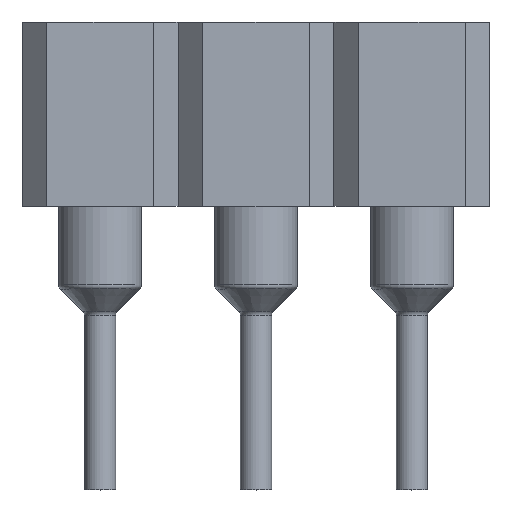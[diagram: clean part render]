
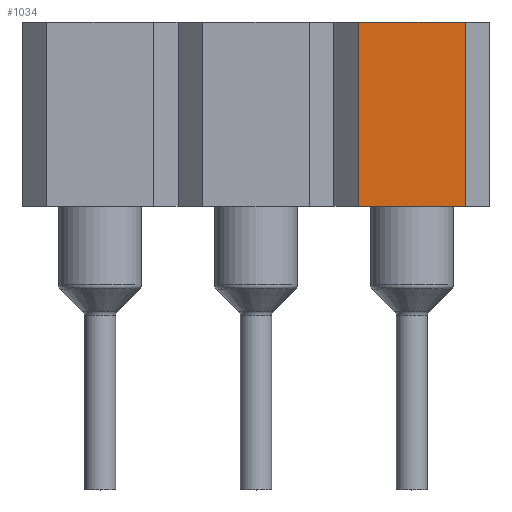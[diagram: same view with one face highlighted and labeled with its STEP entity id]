
A CAD part, top view. The second image highlights one B-rep face of the part: STEP entity #1034.
In plain terms, the highlighted planar face has unit normal (0, 0, 1).
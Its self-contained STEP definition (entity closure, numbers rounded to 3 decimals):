
#147 = VECTOR ( 'NONE', #2504, 1000. ) ;
#197 = ORIENTED_EDGE ( 'NONE', *, *, #2399, .T. ) ;
#198 = DIRECTION ( 'NONE',  ( 0., 1., 0. ) ) ;
#375 = EDGE_CURVE ( 'NONE', #804, #2409, #1358, .T. ) ;
#601 = DIRECTION ( 'NONE',  ( 1., 0., 0. ) ) ;
#742 = DIRECTION ( 'NONE',  ( 0., 1., 0. ) ) ;
#803 = CARTESIAN_POINT ( 'NONE',  ( 3.41, -0.894, 1.27 ) ) ;
#804 = VERTEX_POINT ( 'NONE', #2309 ) ;
#1034 = ADVANCED_FACE ( 'NONE', ( #1142 ), #3456, .F. ) ;
#1103 = ORIENTED_EDGE ( 'NONE', *, *, #3366, .F. ) ;
#1142 = FACE_OUTER_BOUND ( 'NONE', #1920, .T. ) ;
#1295 = LINE ( 'NONE', #3335, #3287 ) ;
#1299 = CARTESIAN_POINT ( 'NONE',  ( -3.81, 0., 1.27 ) ) ;
#1358 = LINE ( 'NONE', #1299, #147 ) ;
#1368 = CARTESIAN_POINT ( 'NONE',  ( 3.41, 3., 1.27 ) ) ;
#1436 = EDGE_CURVE ( 'NONE', #804, #1743, #1295, .T. ) ;
#1487 = DIRECTION ( 'NONE',  ( -1., 0., 0. ) ) ;
#1501 = ORIENTED_EDGE ( 'NONE', *, *, #375, .T. ) ;
#1743 = VERTEX_POINT ( 'NONE', #2590 ) ;
#1790 = LINE ( 'NONE', #2604, #1847 ) ;
#1847 = VECTOR ( 'NONE', #601, 1000. ) ;
#1920 = EDGE_LOOP ( 'NONE', ( #1103, #2575, #1501, #197 ) ) ;
#1980 = LINE ( 'NONE', #803, #3551 ) ;
#2309 = CARTESIAN_POINT ( 'NONE',  ( 1.67, 0., 1.27 ) ) ;
#2359 = VERTEX_POINT ( 'NONE', #1368 ) ;
#2399 = EDGE_CURVE ( 'NONE', #2409, #2359, #1980, .T. ) ;
#2409 = VERTEX_POINT ( 'NONE', #2491 ) ;
#2491 = CARTESIAN_POINT ( 'NONE',  ( 3.41, 0., 1.27 ) ) ;
#2504 = DIRECTION ( 'NONE',  ( 1., 0., 0. ) ) ;
#2575 = ORIENTED_EDGE ( 'NONE', *, *, #1436, .F. ) ;
#2590 = CARTESIAN_POINT ( 'NONE',  ( 1.67, 3., 1.27 ) ) ;
#2604 = CARTESIAN_POINT ( 'NONE',  ( -3.81, 3., 1.27 ) ) ;
#2854 = AXIS2_PLACEMENT_3D ( 'NONE', #2994, #2954, #1487 ) ;
#2954 = DIRECTION ( 'NONE',  ( 0., 0., -1. ) ) ;
#2994 = CARTESIAN_POINT ( 'NONE',  ( -3.81, 3., 1.27 ) ) ;
#3287 = VECTOR ( 'NONE', #198, 1000. ) ;
#3335 = CARTESIAN_POINT ( 'NONE',  ( 1.67, -0.894, 1.27 ) ) ;
#3366 = EDGE_CURVE ( 'NONE', #1743, #2359, #1790, .T. ) ;
#3456 = PLANE ( 'NONE',  #2854 ) ;
#3551 = VECTOR ( 'NONE', #742, 1000. ) ;
